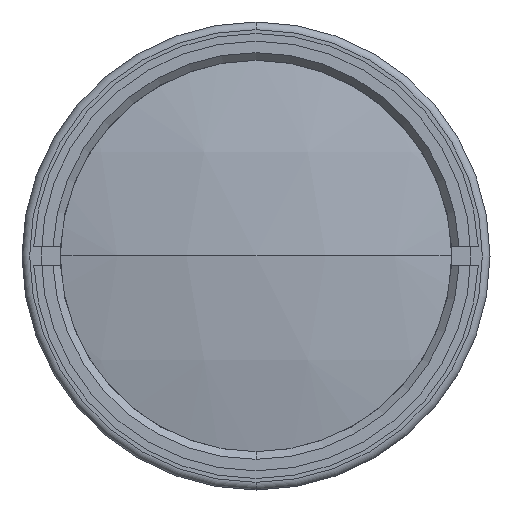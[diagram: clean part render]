
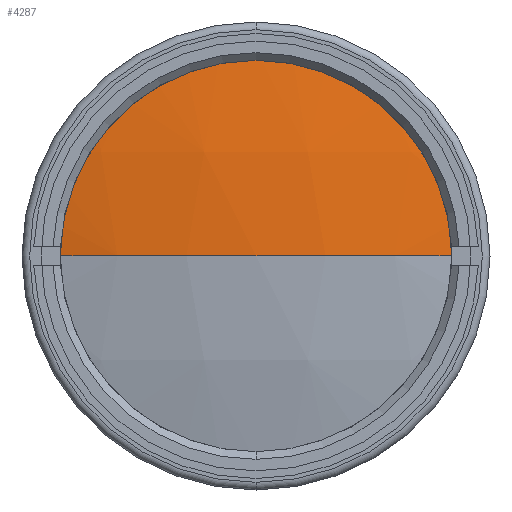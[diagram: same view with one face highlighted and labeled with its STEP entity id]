
A CAD part, left-side view. The second image highlights one B-rep face of the part: STEP entity #4287.
In plain terms, the highlighted spherical face has radius 124 mm.
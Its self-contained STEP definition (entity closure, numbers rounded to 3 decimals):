
#222 = FACE_OUTER_BOUND ( 'NONE', #5228, .T. ) ;
#225 = SPHERICAL_SURFACE ( 'NONE', #2817, 124. ) ;
#2282 = CARTESIAN_POINT ( 'NONE',  ( 102.71, 6.473, 0. ) ) ;
#2283 = DIRECTION ( 'NONE',  ( 0., 0., -1. ) ) ;
#2284 = DIRECTION ( 'NONE',  ( -1., 0., 0. ) ) ;
#2302 = CARTESIAN_POINT ( 'NONE',  ( 102.71, 6.473, 0. ) ) ;
#2303 = DIRECTION ( 'NONE',  ( 0., 0., 1. ) ) ;
#2304 = DIRECTION ( 'NONE',  ( 1., 0., 0. ) ) ;
#2361 = CIRCLE ( 'NONE', #2377, 124. ) ;
#2377 = AXIS2_PLACEMENT_3D ( 'NONE', #2282, #2283, #2284 ) ;
#2389 = CIRCLE ( 'NONE', #2390, 124. ) ;
#2390 = AXIS2_PLACEMENT_3D ( 'NONE', #2302, #2303, #2304 ) ;
#2662 = CARTESIAN_POINT ( 'NONE',  ( -18.315, 6.473, 0. ) ) ;
#2663 = DIRECTION ( 'NONE',  ( -1., 0., 0. ) ) ;
#2664 = DIRECTION ( 'NONE',  ( 0., 0., -1. ) ) ;
#2768 = CIRCLE ( 'NONE', #2781, 27. ) ;
#2781 = AXIS2_PLACEMENT_3D ( 'NONE', #2662, #2663, #2664 ) ;
#2817 = AXIS2_PLACEMENT_3D ( 'NONE', #2901, #2902, #2903 ) ;
#2901 = CARTESIAN_POINT ( 'NONE',  ( 102.71, 6.473, 0. ) ) ;
#2902 = DIRECTION ( 'NONE',  ( 0., 0., 1. ) ) ;
#2903 = DIRECTION ( 'NONE',  ( 0., -1., 0. ) ) ;
#3354 = CARTESIAN_POINT ( 'NONE',  ( -18.315, -20.527, 0. ) ) ;
#3360 = CARTESIAN_POINT ( 'NONE',  ( -18.315, 33.473, 0. ) ) ;
#3362 = CARTESIAN_POINT ( 'NONE',  ( -21.29, 6.473, 0. ) ) ;
#4208 = EDGE_CURVE ( 'NONE', #4938, #4946, #2361, .T. ) ;
#4215 = EDGE_CURVE ( 'NONE', #4944, #4946, #2389, .T. ) ;
#4249 = EDGE_CURVE ( 'NONE', #4938, #4944, #2768, .T. ) ;
#4287 = ADVANCED_FACE ( 'NONE', ( #222 ), #225, .T. ) ;
#4938 = VERTEX_POINT ( 'NONE', #3354 ) ;
#4944 = VERTEX_POINT ( 'NONE', #3360 ) ;
#4946 = VERTEX_POINT ( 'NONE', #3362 ) ;
#4952 = ORIENTED_EDGE ( 'NONE', *, *, #4249, .T. ) ;
#4953 = ORIENTED_EDGE ( 'NONE', *, *, #4215, .T. ) ;
#4954 = ORIENTED_EDGE ( 'NONE', *, *, #4208, .F. ) ;
#5228 = EDGE_LOOP ( 'NONE', ( #4952, #4953, #4954 ) ) ;
